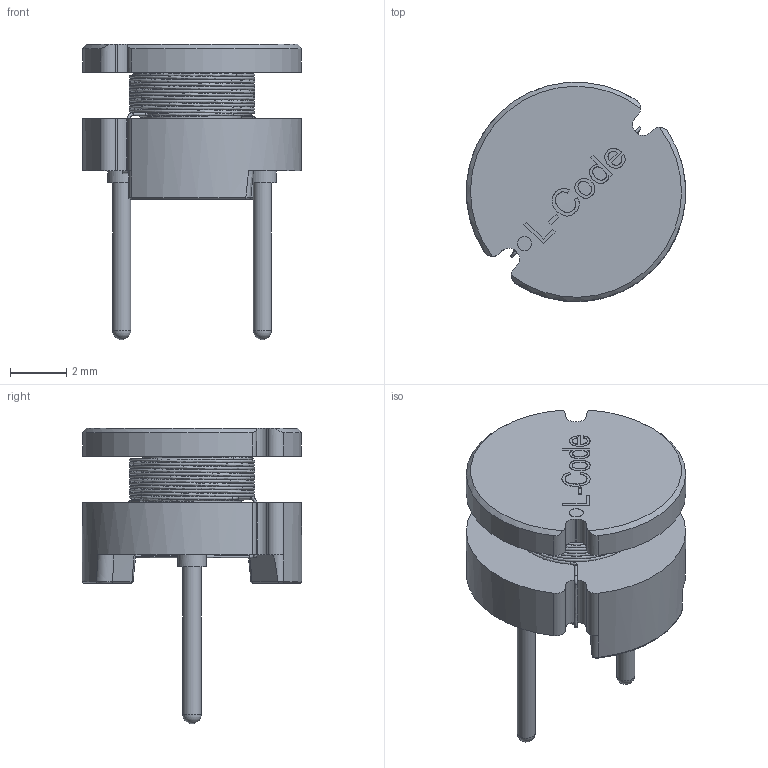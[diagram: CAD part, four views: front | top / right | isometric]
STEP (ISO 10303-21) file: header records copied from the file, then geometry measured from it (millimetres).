
FILE_DESCRIPTION(/* description */ ('Unknown'),/* implementation_level */ '2;1');
FILE_NAME(/* name */ 'L_Wurth_WE-TI-8055',/* time_stamp */ '2023-06-15T15:41:36+08:00',/* author */ ('Unknown'),/* organization */ ('Unknown'),/* preprocessor_version */ 'ST-DEVELOPER v16.7',/* originating_system */ 'Solid Edge',/* authorisation */ 'Unknown');
FILE_SCHEMA (('AUTOMOTIVE_DESIGN {1 0 10303 214 3 1 1}'));
Length unit declared in the file: millimetre
Products named in the file (2): L_Wurth_WE-TI-8055
Assembly tree (1 placements, depth 2):
  L_Wurth_WE-TI-8055
    L_Wurth_WE-TI-8055
Bounding box: 7.78 x 7.79 x 10.5 mm (x, y, z)
Surface area: 496.2 mm2 (no closed solid volume)
Topology: 0 solids, 1 shells, 147 faces, 361 edges, 228 vertices
Faces by surface type: plane 56, cylinder 38, bspline 37, torus 8, cone 6, sphere 2
Full cylindrical faces by diameter (mm): 0.5 x1, 0.65 x2, 1 x2, 3.5 x1
Entity records: 10211 total; most frequent: CARTESIAN_POINT 6019, ORIENTED_EDGE 646, DIRECTION 589, EDGE_CURVE 323, AXIS2_PLACEMENT_3D 221, VERTEX_POINT 217, EDGE_LOOP 188, FACE_BOUND 188
